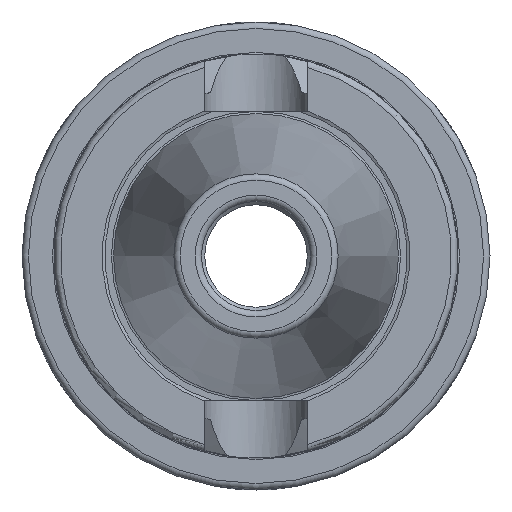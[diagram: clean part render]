
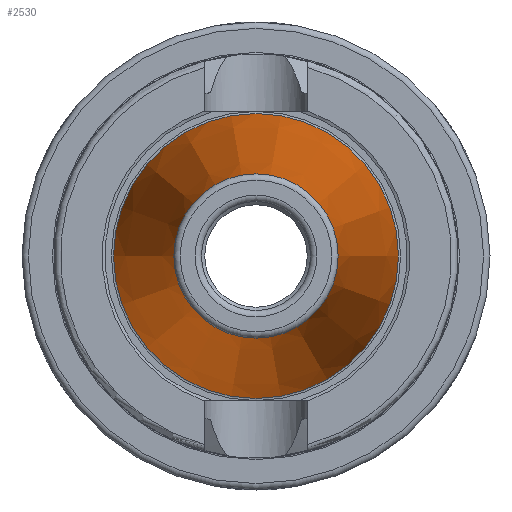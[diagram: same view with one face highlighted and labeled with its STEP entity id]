
A CAD part, left-side view. The second image highlights one B-rep face of the part: STEP entity #2530.
In plain terms, the highlighted conical face has half-angle 8.297 degrees and reference radius 17.519 mm.
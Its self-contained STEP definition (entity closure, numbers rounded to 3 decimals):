
#2496=CARTESIAN_POINT('',(-64.544,12.812,0.0));
#2497=VERTEX_POINT('',#2496);
#2498=CARTESIAN_POINT('',(-64.544,0.,0.0));
#2499=DIRECTION('',(1.0,0.0,0.0));
#2500=DIRECTION('',(0.0,1.0,0.0));
#2501=AXIS2_PLACEMENT_3D('',#2498,#2499,#2500);
#2502=CIRCLE('',#2501,12.812);
#2503=EDGE_CURVE('',#2497,#2497,#2502,.T.);
#2511=CARTESIAN_POINT('',(-32.272,0.,0.0));
#2512=DIRECTION('',(1.0,0.0,0.0));
#2513=DIRECTION('',(0.0,1.0,0.0));
#2514=AXIS2_PLACEMENT_3D('',#2511,#2512,#2513);
#2515=CONICAL_SURFACE('',#2514,17.519,8.297);
#2516=CARTESIAN_POINT('',(0.,22.225,0.0));
#2517=VERTEX_POINT('',#2516);
#2518=CARTESIAN_POINT('',(0.,0.,0.0));
#2519=DIRECTION('',(1.0,0.0,0.0));
#2520=DIRECTION('',(0.0,1.0,0.0));
#2521=AXIS2_PLACEMENT_3D('',#2518,#2519,#2520);
#2522=CIRCLE('',#2521,22.225);
#2523=EDGE_CURVE('',#2517,#2517,#2522,.T.);
#2524=ORIENTED_EDGE('',*,*,#2523,.F.);
#2525=EDGE_LOOP('',(#2524));
#2526=FACE_OUTER_BOUND('',#2525,.T.);
#2527=ORIENTED_EDGE('',*,*,#2503,.T.);
#2528=EDGE_LOOP('',(#2527));
#2529=FACE_BOUND('',#2528,.T.);
#2530=ADVANCED_FACE('',(#2526,#2529),#2515,.T.);
